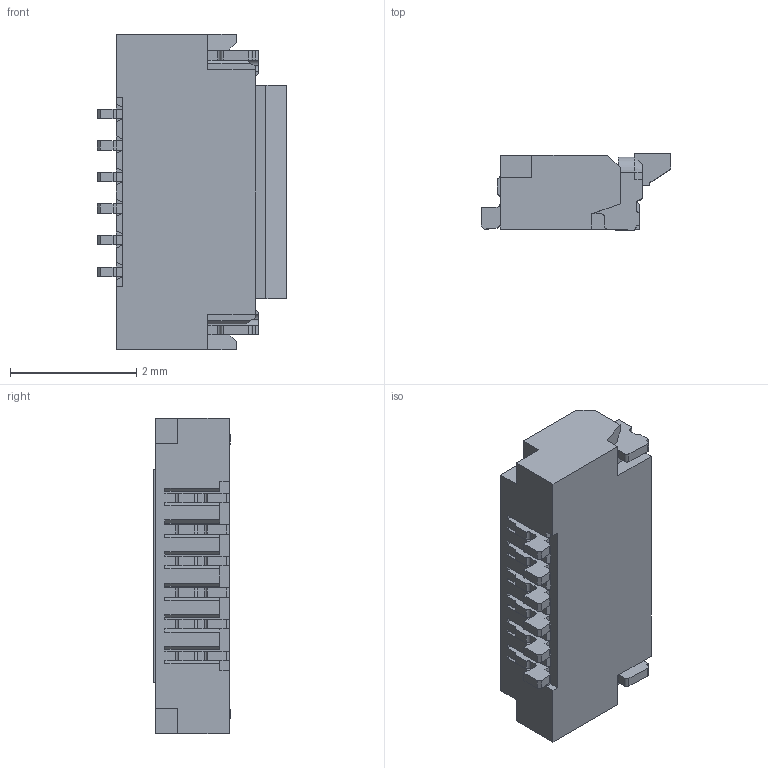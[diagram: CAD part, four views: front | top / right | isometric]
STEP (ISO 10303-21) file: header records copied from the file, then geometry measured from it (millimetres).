
FILE_DESCRIPTION(('OneSpaceDesigner STEP Export'),'2;1');
FILE_NAME('FH33-6S-0.5SH.stp','2007-09-22T10:18:19',(''),(''),'OneSpace Designer STEP processor for AP214 (Solid Model)','OneSpace Modeling 15.00A 14-Mar-2007 (C) CoCreate Software GmbH','');
FILE_SCHEMA(('AUTOMOTIVE_DESIGN { 1 0 10303 214 1 1 1 1 }'));
Length unit declared in the file: millimetre
Products named in the file (2): FH33-6S-0.5SH
Assembly tree (1 placements, depth 2):
  FH33-6S-0.5SH
    FH33-6S-0.5SH
Bounding box: 3 x 1.22 x 5 mm (x, y, z)
Volume: 9.8 mm3; surface area: 65.3 mm2
Topology: 1 solids, 1 shells, 317 faces, 929 edges, 614 vertices
Faces by surface type: plane 263, cylinder 50, cone 4
Entity records: 10013 total; most frequent: ORIENTED_EDGE 1858, CARTESIAN_POINT 1775, DIRECTION 1521, EDGE_CURVE 929, VECTOR 801, LINE 801, VERTEX_POINT 614, AXIS2_PLACEMENT_3D 360
